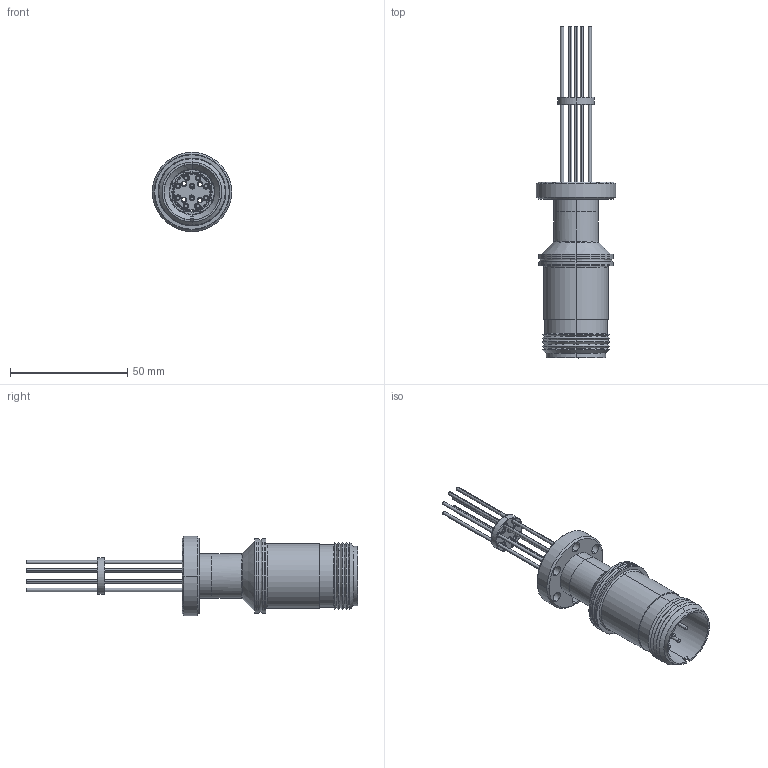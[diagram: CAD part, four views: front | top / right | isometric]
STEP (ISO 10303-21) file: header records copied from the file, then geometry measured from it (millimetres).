
FILE_DESCRIPTION (( 'STEP AP214' ), '1' );
FILE_NAME ('420XSS016-10.step', '2017-07-10T09:31:27', ( 'install' ), ( '' ), 'SwSTEP 2.0', 'SolidWorks 2015', '' );
FILE_SCHEMA (( 'AUTOMOTIVE_DESIGN' ));
Length unit declared in the file: inch
Products named in the file (1): 420XSS016-10
Bounding box: 33.78 x 141.48 x 33.78 mm (x, y, z)
Surface area: 18184.2 mm2 (no closed solid volume)
Topology: 0 solids, 26 shells, 245 faces, 643 edges, 414 vertices
Faces by surface type: cylinder 98, bspline 86, plane 33, cone 28
Entity records: 10731 total; most frequent: CARTESIAN_POINT 4929, DIRECTION 1261, ORIENTED_EDGE 1152, EDGE_CURVE 623, AXIS2_PLACEMENT_3D 558, VERTEX_POINT 414, CIRCLE 398, EDGE_LOOP 299
